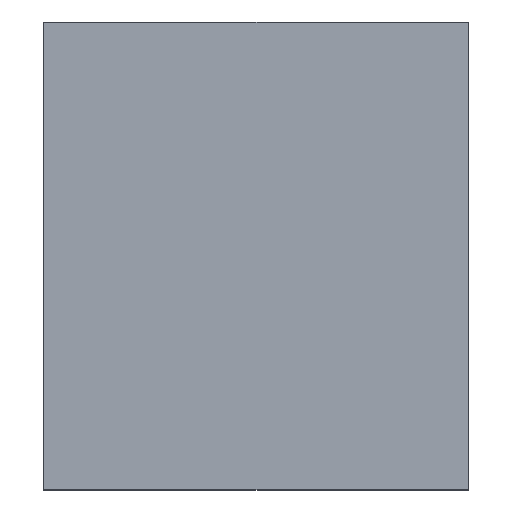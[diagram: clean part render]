
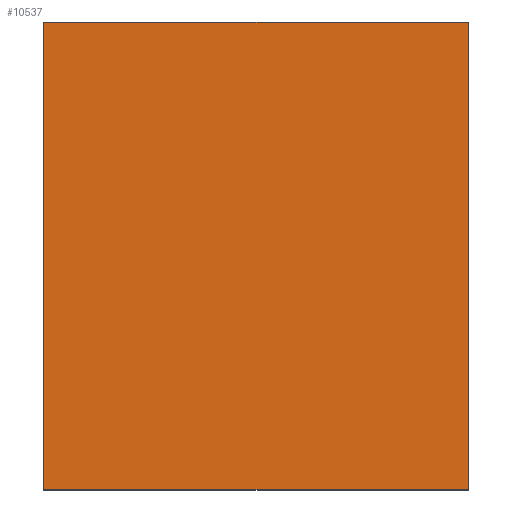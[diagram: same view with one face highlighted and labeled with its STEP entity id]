
A CAD part, top view. The second image highlights one B-rep face of the part: STEP entity #10537.
In plain terms, the highlighted face is planar.
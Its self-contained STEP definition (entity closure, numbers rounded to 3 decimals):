
#8088=DIRECTION('',(-1.,0.,0.));
#8089=VECTOR('',#8088,5.);
#8090=CARTESIAN_POINT('',(2.5,4.08,-2.75));
#8091=LINE('',#8090,#8089);
#8095=DIRECTION('',(0.,0.,-1.));
#8096=VECTOR('',#8095,5.5);
#8097=CARTESIAN_POINT('',(2.5,4.08,2.75));
#8098=LINE('',#8097,#8096);
#8102=DIRECTION('',(1.,0.,0.));
#8103=VECTOR('',#8102,5.);
#8104=CARTESIAN_POINT('',(-2.5,4.08,2.75));
#8105=LINE('',#8104,#8103);
#8109=DIRECTION('',(0.,0.,1.));
#8110=VECTOR('',#8109,5.5);
#8111=CARTESIAN_POINT('',(-2.5,4.08,-2.75));
#8112=LINE('',#8111,#8110);
#8551=CARTESIAN_POINT('',(2.5,4.08,-2.75));
#8552=CARTESIAN_POINT('',(-2.5,4.08,-2.75));
#8553=VERTEX_POINT('',#8551);
#8554=VERTEX_POINT('',#8552);
#8555=CARTESIAN_POINT('',(-2.5,4.08,2.75));
#8556=VERTEX_POINT('',#8555);
#8557=CARTESIAN_POINT('',(2.5,4.08,2.75));
#8558=VERTEX_POINT('',#8557);
#10525=CARTESIAN_POINT('',(0.,4.08,0.));
#10526=DIRECTION('',(0.,1.,0.));
#10527=DIRECTION('',(1.,0.,0.));
#10528=AXIS2_PLACEMENT_3D('',#10525,#10526,#10527);
#10529=PLANE('',#10528);
#10531=ORIENTED_EDGE('',*,*,#10530,.F.);
#10532=ORIENTED_EDGE('',*,*,#10376,.F.);
#10533=ORIENTED_EDGE('',*,*,#10519,.F.);
#10534=ORIENTED_EDGE('',*,*,#9409,.F.);
#10535=EDGE_LOOP('',(#10531,#10532,#10533,#10534));
#10536=FACE_OUTER_BOUND('',#10535,.F.);
#9409=EDGE_CURVE('',#8554,#8556,#8112,.T.);
#10376=EDGE_CURVE('',#8558,#8553,#8098,.T.);
#10519=EDGE_CURVE('',#8556,#8558,#8105,.T.);
#10530=EDGE_CURVE('',#8553,#8554,#8091,.T.);
#10537=ADVANCED_FACE('',(#10536),#10529,.T.);
